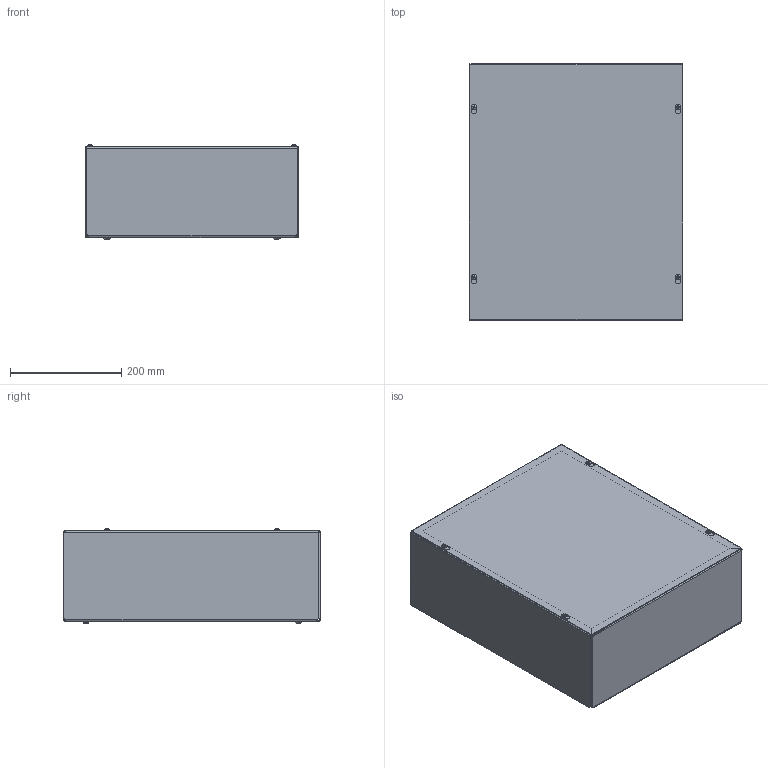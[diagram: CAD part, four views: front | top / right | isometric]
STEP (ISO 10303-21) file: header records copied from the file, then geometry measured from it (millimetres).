
FILE_DESCRIPTION(/* description */ ('SC_GNK, 18" X 15" X 6", NEMA1, GALV.'),/* implementation_level */ '2;1');
FILE_NAME(/* name */ 'SC151806GNK.stp',/* time_stamp */ '2023-08-19T15:28:02-05:00',/* author */ ('kadelman'),/* organization */ (''),/* preprocessor_version */ 'ST-DEVELOPER v18.1',/* originating_system */ 'Autodesk Inventor 2020',/* authorisation */ '');
FILE_SCHEMA (('AUTOMOTIVE_DESIGN { 1 0 10303 214 3 1 1 }'));
Length unit declared in the file: inch
Products named in the file (5): SC151806GNK; SC1518GBKP; SC151806GNKWRA; SC1518GLPA; 34056
Assembly tree (7 placements, depth 2):
  SC151806GNK
    SC1518GBKP
    SC151806GNKWRA
    SC1518GLPA
    34056  x4
Bounding box: 384.18 x 460.38 x 169.92 mm (x, y, z)
Volume: 1051018 mm3; surface area: 1361138 mm2
Topology: 7 solids, 7 shells, 358 faces, 957 edges, 618 vertices
Faces by surface type: plane 133, cylinder 73, cone 48, torus 44, bspline 40, sphere 20
Full cylindrical faces by diameter (mm): 3.734 x4, 4.166 x4, 4.191 x1, 5.803 x1, 7.62 x4, 9.754 x4
Entity records: 10100 total; most frequent: CARTESIAN_POINT 2920, ORIENTED_EDGE 1430, DIRECTION 1349, EDGE_CURVE 715, AXIS2_PLACEMENT_3D 488, VERTEX_POINT 465, LINE 373, VECTOR 373
